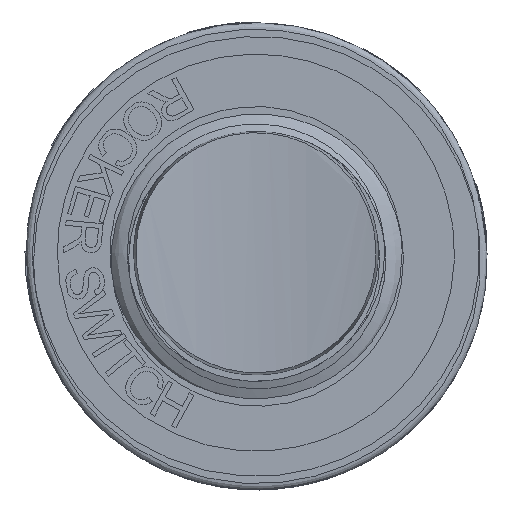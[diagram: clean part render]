
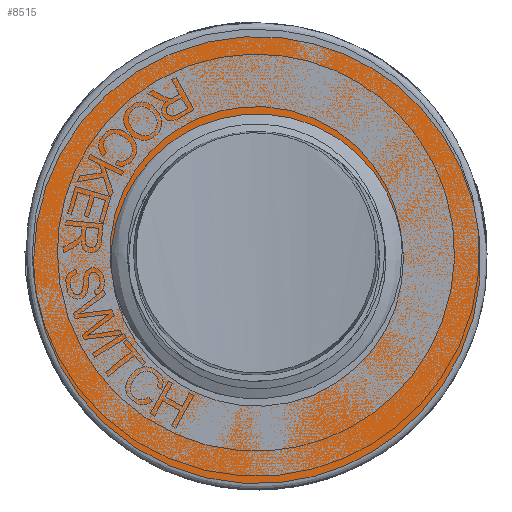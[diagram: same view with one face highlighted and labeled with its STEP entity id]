
A CAD part, top view. The second image highlights one B-rep face of the part: STEP entity #8515.
In plain terms, the highlighted free-form (B-spline) face has degree [1, 1] with [2, 2] control points.
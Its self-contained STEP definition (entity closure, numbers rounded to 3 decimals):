
#8457 = EDGE_CURVE('',#8458,#8458,#8460,.T.);
#8458 = VERTEX_POINT('',#8459);
#8459 = CARTESIAN_POINT('',(-17.094,-0.573,
    2.592));
#8460 = ( BOUNDED_CURVE() B_SPLINE_CURVE(2,(#8461,#8462,#8463,#8464,
#8465,#8466,#8467),.UNSPECIFIED.,.T.,.F.) B_SPLINE_CURVE_WITH_KNOTS((3,2
    ,2,3),(3.142,5.236,7.33,9.425),
.PIECEWISE_BEZIER_KNOTS.) CURVE() GEOMETRIC_REPRESENTATION_ITEM() 
RATIONAL_B_SPLINE_CURVE((1.,0.5,1.,0.5,1.,0.5,1.)) REPRESENTATION_ITEM(
  '') );
#8461 = CARTESIAN_POINT('',(-17.094,-0.573,
    2.592));
#8462 = CARTESIAN_POINT('',(-17.094,29.194,
    2.592));
#8463 = CARTESIAN_POINT('',(8.685,14.311,
    2.592));
#8464 = CARTESIAN_POINT('',(34.464,-0.573,
    2.592));
#8465 = CARTESIAN_POINT('',(8.685,-15.456,
    2.592));
#8466 = CARTESIAN_POINT('',(-17.094,-30.34,
    2.592));
#8467 = CARTESIAN_POINT('',(-17.094,-0.573,
    2.592));
#8515 = ADVANCED_FACE('',(#8516,#8519),#8533,.T.);
#8516 = FACE_BOUND('',#8517,.T.);
#8517 = EDGE_LOOP('',(#8518));
#8518 = ORIENTED_EDGE('',*,*,#8457,.F.);
#8519 = FACE_BOUND('',#8520,.T.);
#8520 = EDGE_LOOP('',(#8521));
#8521 = ORIENTED_EDGE('',*,*,#8522,.T.);
#8522 = EDGE_CURVE('',#8523,#8523,#8525,.T.);
#8523 = VERTEX_POINT('',#8524);
#8524 = CARTESIAN_POINT('',(11.325,-0.573,
    2.592));
#8525 = ( BOUNDED_CURVE() B_SPLINE_CURVE(2,(#8526,#8527,#8528,#8529,
#8530,#8531,#8532),.UNSPECIFIED.,.T.,.F.) B_SPLINE_CURVE_WITH_KNOTS((3,2
    ,2,3),(3.142,5.236,7.33,9.425),
.PIECEWISE_BEZIER_KNOTS.) CURVE() GEOMETRIC_REPRESENTATION_ITEM() 
RATIONAL_B_SPLINE_CURVE((1.,0.5,1.,0.5,1.,0.5,1.)) REPRESENTATION_ITEM(
  '') );
#8526 = CARTESIAN_POINT('',(11.325,-0.573,
    2.592));
#8527 = CARTESIAN_POINT('',(11.325,-20.03,
    2.592));
#8528 = CARTESIAN_POINT('',(-5.525,-10.301,
    2.592));
#8529 = CARTESIAN_POINT('',(-22.375,-0.573,
    2.592));
#8530 = CARTESIAN_POINT('',(-5.525,9.155,
    2.592));
#8531 = CARTESIAN_POINT('',(11.325,18.884,
    2.592));
#8532 = CARTESIAN_POINT('',(11.325,-0.573,
    2.592));
#8533 = B_SPLINE_SURFACE_WITH_KNOTS('',1,1,(
    (#8534,#8535)
    ,(#8536,#8537
    )),.UNSPECIFIED.,.F.,.F.,.F.,(2,2),(2,2),(-17.9,17.9),(-17.9,17.9),
  .PIECEWISE_BEZIER_KNOTS.);
#8534 = CARTESIAN_POINT('',(-17.094,-17.759,
    2.592));
#8535 = CARTESIAN_POINT('',(-17.094,16.613,
    2.592));
#8536 = CARTESIAN_POINT('',(17.278,-17.759,
    2.592));
#8537 = CARTESIAN_POINT('',(17.278,16.613,
    2.592));
